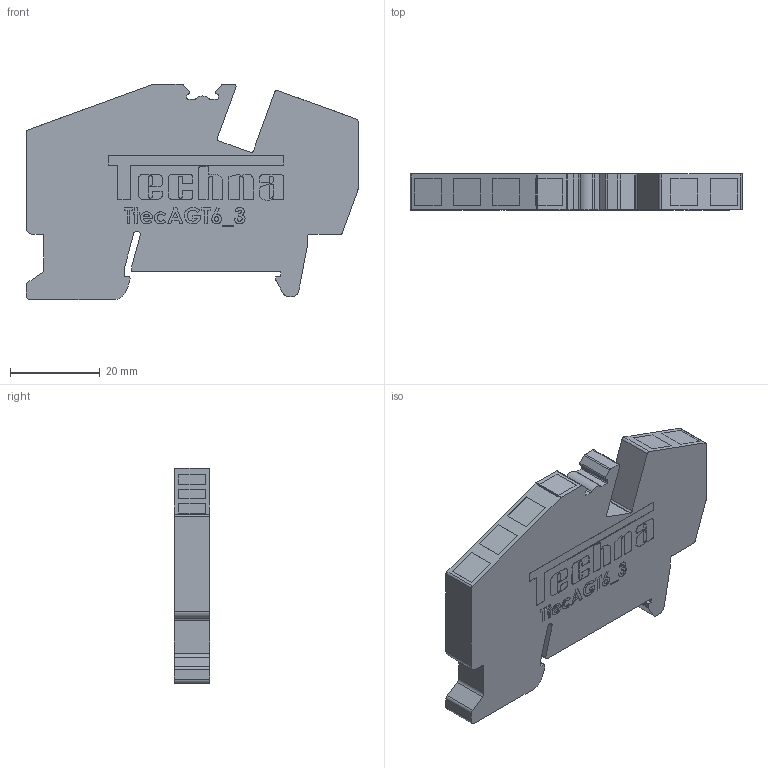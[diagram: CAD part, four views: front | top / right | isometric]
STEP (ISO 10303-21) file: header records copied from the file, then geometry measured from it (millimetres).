
FILE_DESCRIPTION (( 'STEP AP214' ), '1' );
FILE_NAME ('TtecAGT6_3.STEP', '2020-06-09T13:50:10', ( '' ), ( '' ), 'SwSTEP 2.0', 'SolidWorks 2020', '' );
FILE_SCHEMA (( 'AUTOMOTIVE_DESIGN' ));
Length unit declared in the file: millimetre
Products named in the file (1): TtecAGT6_3
Bounding box: 74 x 8 x 48 mm (x, y, z)
Volume: 21631 mm3; surface area: 7835 mm2
Topology: 1 solids, 1 shells, 614 faces, 1695 edges, 1130 vertices
Faces by surface type: plane 355, cylinder 163, bspline 96
Entity records: 30066 total; most frequent: CARTESIAN_POINT 9168, ORIENTED_EDGE 3390, DIRECTION 2867, EDGE_CURVE 1695, LINE 1177, VECTOR 1177, VERTEX_POINT 1130, AXIS2_PLACEMENT_3D 845
